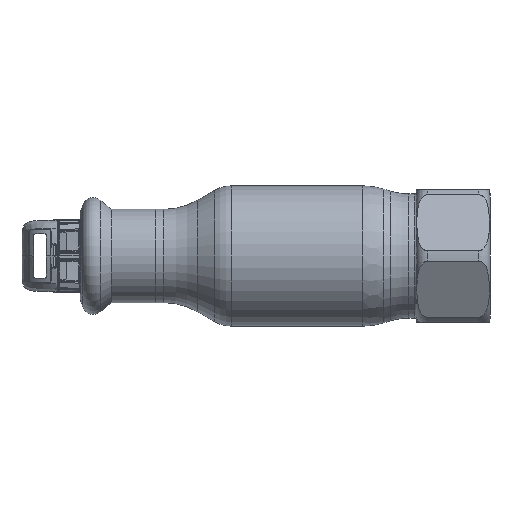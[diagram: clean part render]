
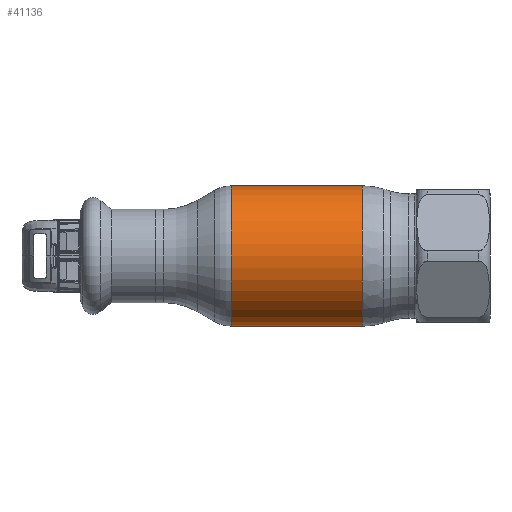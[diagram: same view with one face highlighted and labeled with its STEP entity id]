
A CAD part, front view. The second image highlights one B-rep face of the part: STEP entity #41136.
In plain terms, the highlighted cylindrical face has radius 19 mm (diameter 38 mm), a partial arc.
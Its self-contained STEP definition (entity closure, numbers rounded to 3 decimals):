
#419 = EDGE_CURVE ( 'NONE', #3076, #18302, #40182, .T. ) ;
#1700 = VECTOR ( 'NONE', #50632, 1000. ) ;
#2821 = DIRECTION ( 'NONE',  ( -1., 0., 0. ) ) ;
#3076 = VERTEX_POINT ( 'NONE', #45921 ) ;
#7997 = ORIENTED_EDGE ( 'NONE', *, *, #31814, .F. ) ;
#11948 = CARTESIAN_POINT ( 'NONE',  ( -18.088, 0., 19. ) ) ;
#12030 = VERTEX_POINT ( 'NONE', #11948 ) ;
#12256 = CARTESIAN_POINT ( 'NONE',  ( 17.411, 0., 0. ) ) ;
#16206 = DIRECTION ( 'NONE',  ( -1., 0., 0. ) ) ;
#17439 = AXIS2_PLACEMENT_3D ( 'NONE', #12256, #2821, #18315 ) ;
#18302 = VERTEX_POINT ( 'NONE', #36727 ) ;
#18315 = DIRECTION ( 'NONE',  ( 0., 0., 1. ) ) ;
#19958 = EDGE_LOOP ( 'NONE', ( #7997, #36874, #32688, #30515 ) ) ;
#23603 = DIRECTION ( 'NONE',  ( 0., 0., 1. ) ) ;
#30515 = ORIENTED_EDGE ( 'NONE', *, *, #61302, .F. ) ;
#31814 = EDGE_CURVE ( 'NONE', #3076, #39457, #57062, .T. ) ;
#31852 = FACE_OUTER_BOUND ( 'NONE', #19958, .T. ) ;
#32586 = LINE ( 'NONE', #49227, #45297 ) ;
#32688 = ORIENTED_EDGE ( 'NONE', *, *, #57133, .T. ) ;
#32815 = DIRECTION ( 'NONE',  ( -1., 0., 0. ) ) ;
#33402 = CIRCLE ( 'NONE', #52997, 19. ) ;
#36727 = CARTESIAN_POINT ( 'NONE',  ( 17.411, 0., 19. ) ) ;
#36874 = ORIENTED_EDGE ( 'NONE', *, *, #419, .T. ) ;
#37215 = CARTESIAN_POINT ( 'NONE',  ( -62.69, 0., 0. ) ) ;
#39457 = VERTEX_POINT ( 'NONE', #51338 ) ;
#40182 = CIRCLE ( 'NONE', #17439, 19. ) ;
#41136 = ADVANCED_FACE ( 'NONE', ( #31852 ), #46799, .T. ) ;
#42514 = AXIS2_PLACEMENT_3D ( 'NONE', #37215, #32815, #23603 ) ;
#43040 = CARTESIAN_POINT ( 'NONE',  ( -18.088, 0., 0. ) ) ;
#45297 = VECTOR ( 'NONE', #16206, 1000. ) ;
#45921 = CARTESIAN_POINT ( 'NONE',  ( 17.411, 0., -19. ) ) ;
#46799 = CYLINDRICAL_SURFACE ( 'NONE', #42514, 19. ) ;
#47453 = DIRECTION ( 'NONE',  ( -1., 0., 0. ) ) ;
#49227 = CARTESIAN_POINT ( 'NONE',  ( -62.69, 0., 19. ) ) ;
#50424 = CARTESIAN_POINT ( 'NONE',  ( -62.69, 0., -19. ) ) ;
#50632 = DIRECTION ( 'NONE',  ( -1., 0., 0. ) ) ;
#51338 = CARTESIAN_POINT ( 'NONE',  ( -18.088, 0., -19. ) ) ;
#52231 = DIRECTION ( 'NONE',  ( 0., 0., 1. ) ) ;
#52997 = AXIS2_PLACEMENT_3D ( 'NONE', #43040, #47453, #52231 ) ;
#57062 = LINE ( 'NONE', #50424, #1700 ) ;
#57133 = EDGE_CURVE ( 'NONE', #18302, #12030, #32586, .T. ) ;
#61302 = EDGE_CURVE ( 'NONE', #39457, #12030, #33402, .T. ) ;
